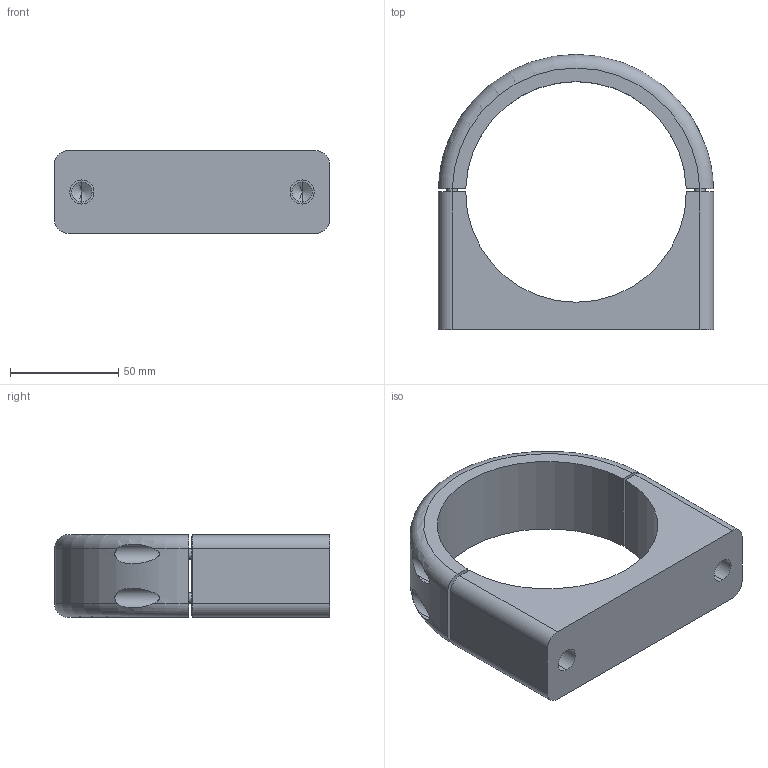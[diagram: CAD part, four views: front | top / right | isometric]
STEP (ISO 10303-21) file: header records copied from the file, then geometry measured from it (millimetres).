
FILE_DESCRIPTION (( 'STEP AP203' ), '1' );
FILE_NAME ('201523-00.STEP', '2008-10-24T20:27:21', ( ' ' ), ( ' ' ), 'SwSTEP 2.0', 'SolidWorks 2008', '' );
FILE_SCHEMA (( 'CONFIG_CONTROL_DESIGN' ));
Length unit declared in the file: inch
Products named in the file (4): 201275-01; 201523-00; 200396-02; 201274-01
Assembly tree (6 placements, depth 2):
  201523-00
    200396-02  x4
    201274-01
    201275-01
Bounding box: 127 x 127 x 38.1 mm (x, y, z)
Volume: 217620.9 mm3; surface area: 50119.5 mm2
Topology: 6 solids, 6 shells, 178 faces, 412 edges, 242 vertices
Faces by surface type: plane 77, cylinder 55, cone 36, torus 10
Entity records: 3682 total; most frequent: CARTESIAN_POINT 897, DIRECTION 514, ORIENTED_EDGE 448, EDGE_CURVE 224, AXIS2_PLACEMENT_3D 204, VERTEX_POINT 143, EDGE_LOOP 115, VECTOR 106
